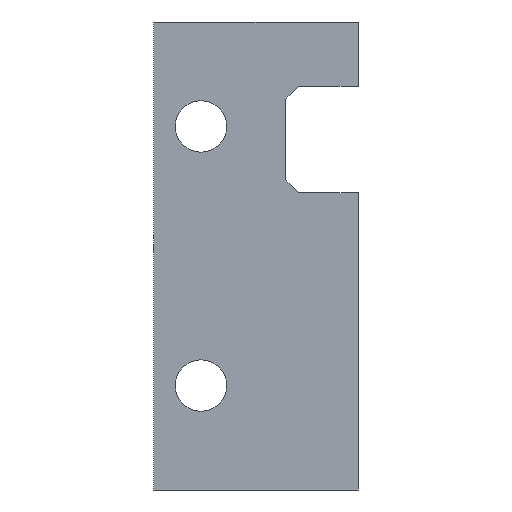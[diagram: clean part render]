
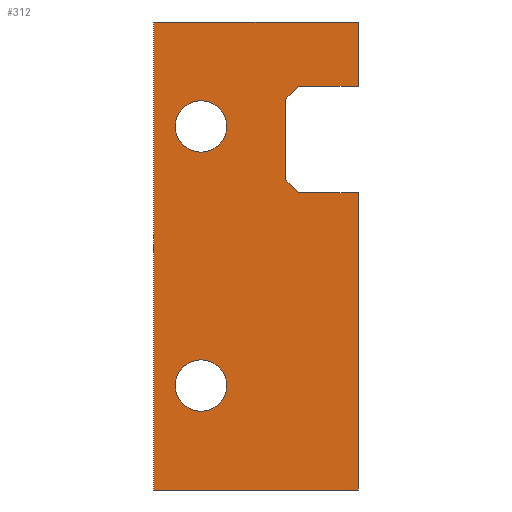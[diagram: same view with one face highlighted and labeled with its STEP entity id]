
A CAD part, front view. The second image highlights one B-rep face of the part: STEP entity #312.
In plain terms, the highlighted planar face has unit normal (0, -1, 0).
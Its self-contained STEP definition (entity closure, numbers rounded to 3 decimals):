
#17=FACE_BOUND('',#49,.T.);
#18=FACE_BOUND('',#50,.T.);
#21=CIRCLE('',#343,1.);
#22=CIRCLE('',#344,1.);
#32=FACE_OUTER_BOUND('',#48,.T.);
#48=EDGE_LOOP('',(#235,#236,#237,#238,#239,#240,#241,#242,#243,#244));
#49=EDGE_LOOP('',(#245));
#50=EDGE_LOOP('',(#246));
#63=LINE('',#443,#101);
#66=LINE('',#449,#104);
#69=LINE('',#455,#107);
#72=LINE('',#461,#110);
#76=LINE('',#470,#114);
#79=LINE('',#476,#117);
#82=LINE('',#480,#120);
#83=LINE('',#483,#121);
#84=LINE('',#485,#122);
#85=LINE('',#486,#123);
#101=VECTOR('',#361,10.);
#104=VECTOR('',#366,10.);
#107=VECTOR('',#371,10.);
#110=VECTOR('',#376,10.);
#114=VECTOR('',#382,10.);
#117=VECTOR('',#387,10.);
#120=VECTOR('',#392,10.);
#121=VECTOR('',#395,10.);
#122=VECTOR('',#396,10.);
#123=VECTOR('',#397,10.);
#139=VERTEX_POINT('',#440);
#140=VERTEX_POINT('',#442);
#142=VERTEX_POINT('',#448);
#144=VERTEX_POINT('',#454);
#146=VERTEX_POINT('',#460);
#149=VERTEX_POINT('',#467);
#150=VERTEX_POINT('',#469);
#152=VERTEX_POINT('',#475);
#153=VERTEX_POINT('',#482);
#154=VERTEX_POINT('',#484);
#155=VERTEX_POINT('',#487);
#156=VERTEX_POINT('',#489);
#167=EDGE_CURVE('',#140,#139,#63,.T.);
#170=EDGE_CURVE('',#142,#140,#66,.T.);
#173=EDGE_CURVE('',#144,#142,#69,.T.);
#176=EDGE_CURVE('',#146,#144,#72,.T.);
#180=EDGE_CURVE('',#150,#149,#76,.T.);
#183=EDGE_CURVE('',#152,#150,#79,.T.);
#186=EDGE_CURVE('',#139,#152,#82,.T.);
#187=EDGE_CURVE('',#149,#153,#83,.T.);
#188=EDGE_CURVE('',#153,#154,#84,.T.);
#189=EDGE_CURVE('',#154,#146,#85,.T.);
#190=EDGE_CURVE('',#155,#155,#21,.T.);
#191=EDGE_CURVE('',#156,#156,#22,.T.);
#235=ORIENTED_EDGE('',*,*,#186,.T.);
#236=ORIENTED_EDGE('',*,*,#183,.T.);
#237=ORIENTED_EDGE('',*,*,#180,.T.);
#238=ORIENTED_EDGE('',*,*,#187,.T.);
#239=ORIENTED_EDGE('',*,*,#188,.T.);
#240=ORIENTED_EDGE('',*,*,#189,.T.);
#241=ORIENTED_EDGE('',*,*,#176,.T.);
#242=ORIENTED_EDGE('',*,*,#173,.T.);
#243=ORIENTED_EDGE('',*,*,#170,.T.);
#244=ORIENTED_EDGE('',*,*,#167,.T.);
#245=ORIENTED_EDGE('',*,*,#190,.T.);
#246=ORIENTED_EDGE('',*,*,#191,.T.);
#298=PLANE('',#342);
#312=ADVANCED_FACE('',(#32,#17,#18),#298,.T.);
#342=AXIS2_PLACEMENT_3D('',#481,#393,#394);
#343=AXIS2_PLACEMENT_3D('',#488,#398,#399);
#344=AXIS2_PLACEMENT_3D('',#490,#400,#401);
#361=DIRECTION('',(0.,0.,1.));
#366=DIRECTION('',(-0.707,0.,0.707));
#371=DIRECTION('',(-1.,0.,0.));
#376=DIRECTION('',(0.,0.,1.));
#382=DIRECTION('',(0.,0.,1.));
#387=DIRECTION('',(1.,0.,0.));
#392=DIRECTION('',(0.707,0.,0.707));
#393=DIRECTION('center_axis',(0.,-1.,0.));
#394=DIRECTION('ref_axis',(0.,0.,-1.));
#395=DIRECTION('',(-1.,0.,0.));
#396=DIRECTION('',(0.,0.,-1.));
#397=DIRECTION('',(1.,0.,0.));
#398=DIRECTION('center_axis',(0.,1.,0.));
#399=DIRECTION('ref_axis',(1.,0.,0.));
#400=DIRECTION('center_axis',(0.,1.,0.));
#401=DIRECTION('ref_axis',(1.,0.,0.));
#440=CARTESIAN_POINT('',(123.998,-17.369,-0.358));
#442=CARTESIAN_POINT('',(123.998,-17.369,-3.5));
#443=CARTESIAN_POINT('',(123.998,-17.369,-4.98));
#448=CARTESIAN_POINT('',(124.498,-17.369,-4.));
#449=CARTESIAN_POINT('',(124.698,-17.369,-4.2));
#454=CARTESIAN_POINT('',(126.811,-17.369,-4.));
#455=CARTESIAN_POINT('',(124.824,-17.369,-4.));
#460=CARTESIAN_POINT('',(126.811,-17.369,-15.561));
#461=CARTESIAN_POINT('',(126.811,-17.369,-11.01));
#467=CARTESIAN_POINT('',(126.811,-17.369,2.642));
#469=CARTESIAN_POINT('',(126.811,-17.369,0.142));
#470=CARTESIAN_POINT('',(126.811,-17.369,-3.159));
#475=CARTESIAN_POINT('',(124.498,-17.369,0.142));
#476=CARTESIAN_POINT('',(123.668,-17.369,0.142));
#480=CARTESIAN_POINT('',(122.182,-17.369,-2.173));
#481=CARTESIAN_POINT('Origin',(122.838,-17.369,-6.46));
#482=CARTESIAN_POINT('',(118.865,-17.369,2.642));
#483=CARTESIAN_POINT('',(124.824,-17.369,2.642));
#484=CARTESIAN_POINT('',(118.865,-17.369,-15.561));
#485=CARTESIAN_POINT('',(118.865,-17.369,-1.909));
#486=CARTESIAN_POINT('',(120.851,-17.369,-15.561));
#487=CARTESIAN_POINT('',(119.698,-17.369,-11.5));
#488=CARTESIAN_POINT('Origin',(120.698,-17.369,-11.5));
#489=CARTESIAN_POINT('',(119.698,-17.369,-1.42));
#490=CARTESIAN_POINT('Origin',(120.698,-17.369,-1.42));
